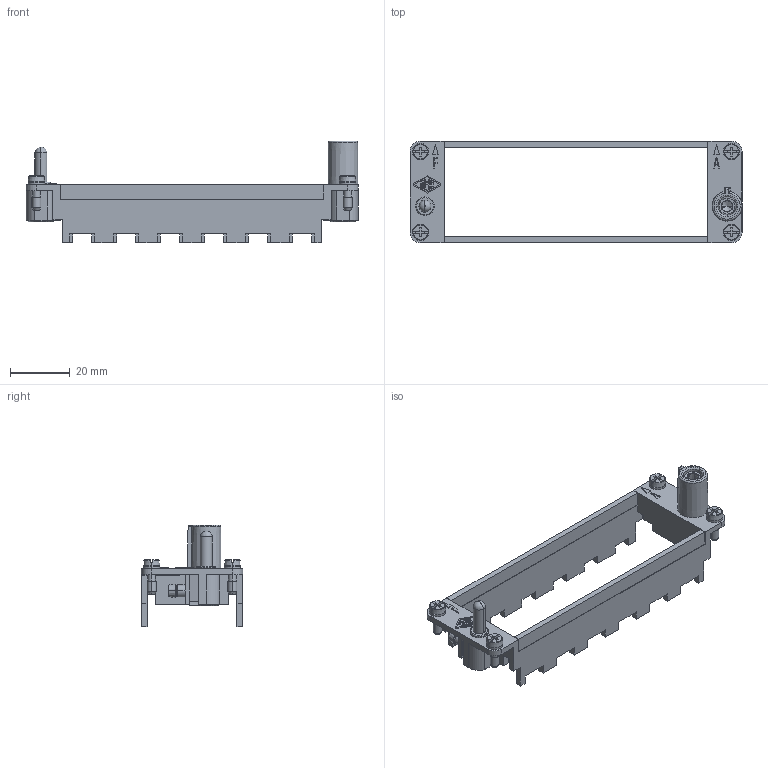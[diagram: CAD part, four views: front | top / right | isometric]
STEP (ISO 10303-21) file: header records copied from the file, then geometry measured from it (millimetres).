
FILE_DESCRIPTION(('Creo Elements/Direct Modeling STEP Export'),'2;1');
FILE_NAME('CX 06 TM.stp','2012-11-07T 8:55:02',(''),(''),'Creo Elements/Direct Modeling STEP processor for AP214 (Solid Model)','Creo Elements/Direct Modeling 18.0B 02-Dec-2011 (C) Parametric Technology GmbH','');
FILE_SCHEMA(('AUTOMOTIVE_DESIGN { 1 0 10303 214 1 1 1 1 }'));
Length unit declared in the file: millimetre
Products named in the file (2): CX_06_TM
Assembly tree (1 placements, depth 2):
  CX_06_TM
    CX_06_TM
Bounding box: 111 x 34 x 34 mm (x, y, z)
Volume: 12259.2 mm3; surface area: 14240.1 mm2
Topology: 1 solids, 1 shells, 651 faces, 1756 edges, 1156 vertices
Faces by surface type: plane 455, cylinder 104, cone 53, torus 31, sphere 4, extrusion 4
Entity records: 26802 total; most frequent: CARTESIAN_POINT 6672, ORIENTED_EDGE 3492, DIRECTION 2840, EDGE_CURVE 1746, VECTOR 1210, LINE 1206, VERTEX_POINT 1156, AXIS2_PLACEMENT_3D 815
